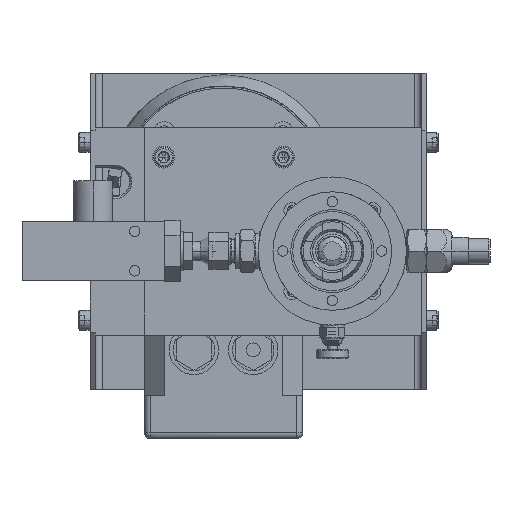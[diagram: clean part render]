
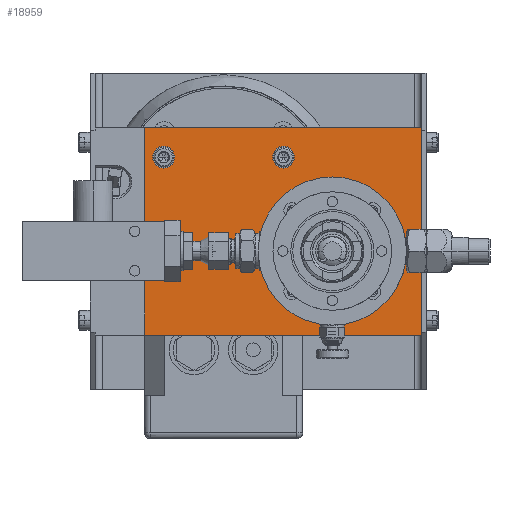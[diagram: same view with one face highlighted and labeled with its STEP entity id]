
A CAD part, front view. The second image highlights one B-rep face of the part: STEP entity #18959.
In plain terms, the highlighted planar face has unit normal (0, -1, 0).
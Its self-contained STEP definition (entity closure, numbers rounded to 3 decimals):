
#247=DIRECTION('',(0.,0.,1.));
#248=VECTOR('',#247,105.);
#249=CARTESIAN_POINT('',(100.,-270.5,-72.5));
#250=LINE('',#249,#248);
#287=DIRECTION('',(1.,0.,0.));
#288=VECTOR('',#287,140.);
#289=CARTESIAN_POINT('',(-40.,-270.5,-72.5));
#290=LINE('',#289,#288);
#488=DIRECTION('',(1.,0.,0.));
#489=VECTOR('',#488,140.);
#490=CARTESIAN_POINT('',(-40.,-270.5,32.5));
#491=LINE('',#490,#489);
#690=DIRECTION('',(0.,0.,1.));
#691=VECTOR('',#690,105.);
#692=CARTESIAN_POINT('',(-40.,-270.5,-72.5));
#693=LINE('',#692,#691);
#694=CARTESIAN_POINT('',(-30.3,-270.5,17.5));
#695=DIRECTION('',(0.,1.,0.));
#696=DIRECTION('',(1.,0.,0.));
#697=AXIS2_PLACEMENT_3D('',#694,#695,#696);
#699=CARTESIAN_POINT('',(-30.3,-270.5,17.5));
#700=DIRECTION('',(0.,1.,0.));
#701=DIRECTION('',(-1.,0.,0.));
#702=AXIS2_PLACEMENT_3D('',#699,#700,#701);
#704=CARTESIAN_POINT('',(30.3,-270.5,17.5));
#705=DIRECTION('',(0.,1.,0.));
#706=DIRECTION('',(1.,0.,0.));
#707=AXIS2_PLACEMENT_3D('',#704,#705,#706);
#709=CARTESIAN_POINT('',(30.3,-270.5,17.5));
#710=DIRECTION('',(0.,1.,0.));
#711=DIRECTION('',(-1.,0.,0.));
#712=AXIS2_PLACEMENT_3D('',#709,#710,#711);
#714=CARTESIAN_POINT('',(55.,-270.5,-30.));
#715=DIRECTION('',(0.,1.,0.));
#716=DIRECTION('',(0.,0.,-1.));
#717=AXIS2_PLACEMENT_3D('',#714,#715,#716);
#719=CARTESIAN_POINT('',(55.,-270.5,-30.));
#720=DIRECTION('',(0.,1.,0.));
#721=DIRECTION('',(0.,0.,1.));
#722=AXIS2_PLACEMENT_3D('',#719,#720,#721);
#15955=CARTESIAN_POINT('',(-40.,-270.5,-72.5));
#15956=CARTESIAN_POINT('',(100.,-270.5,-72.5));
#15957=VERTEX_POINT('',#15955);
#15958=VERTEX_POINT('',#15956);
#15959=CARTESIAN_POINT('',(-40.,-270.5,32.5));
#15960=CARTESIAN_POINT('',(100.,-270.5,32.5));
#15961=VERTEX_POINT('',#15959);
#15962=VERTEX_POINT('',#15960);
#16047=CARTESIAN_POINT('',(-24.8,-270.5,17.5));
#16048=CARTESIAN_POINT('',(-35.8,-270.5,17.5));
#16049=VERTEX_POINT('',#16047);
#16050=VERTEX_POINT('',#16048);
#16055=CARTESIAN_POINT('',(35.8,-270.5,17.5));
#16056=CARTESIAN_POINT('',(24.8,-270.5,17.5));
#16057=VERTEX_POINT('',#16055);
#16058=VERTEX_POINT('',#16056);
#16795=CARTESIAN_POINT('',(55.,-270.5,-67.5));
#16796=CARTESIAN_POINT('',(55.,-270.5,7.5));
#16797=VERTEX_POINT('',#16795);
#16798=VERTEX_POINT('',#16796);
#18930=CARTESIAN_POINT('',(-40.,-270.5,-72.5));
#18931=DIRECTION('',(0.,-1.,0.));
#18932=DIRECTION('',(1.,0.,0.));
#18933=AXIS2_PLACEMENT_3D('',#18930,#18931,#18932);
#18934=PLANE('',#18933);
#18935=ORIENTED_EDGE('',*,*,#18475,.F.);
#18936=ORIENTED_EDGE('',*,*,#18657,.T.);
#18937=ORIENTED_EDGE('',*,*,#18644,.T.);
#18938=ORIENTED_EDGE('',*,*,#18399,.F.);
#18939=EDGE_LOOP('',(#18935,#18936,#18937,#18938));
#18940=FACE_OUTER_BOUND('',#18939,.F.);
#18942=ORIENTED_EDGE('',*,*,#18941,.F.);
#18944=ORIENTED_EDGE('',*,*,#18943,.F.);
#18945=EDGE_LOOP('',(#18942,#18944));
#18946=FACE_BOUND('',#18945,.F.);
#18948=ORIENTED_EDGE('',*,*,#18947,.F.);
#18950=ORIENTED_EDGE('',*,*,#18949,.F.);
#18951=EDGE_LOOP('',(#18948,#18950));
#18952=FACE_BOUND('',#18951,.F.);
#18954=ORIENTED_EDGE('',*,*,#18953,.F.);
#18956=ORIENTED_EDGE('',*,*,#18955,.F.);
#18957=EDGE_LOOP('',(#18954,#18956));
#18958=FACE_BOUND('',#18957,.F.);
#18959=ADVANCED_FACE('',(#18940,#18946,#18952,#18958),#18934,.T.);
#698=CIRCLE('',#697,5.5);
#703=CIRCLE('',#702,5.5);
#708=CIRCLE('',#707,5.5);
#713=CIRCLE('',#712,5.5);
#718=CIRCLE('',#717,37.5);
#723=CIRCLE('',#722,37.5);
#18399=EDGE_CURVE('',#15958,#15962,#250,.T.);
#18475=EDGE_CURVE('',#15957,#15958,#290,.T.);
#18644=EDGE_CURVE('',#15961,#15962,#491,.T.);
#18657=EDGE_CURVE('',#15957,#15961,#693,.T.);
#18941=EDGE_CURVE('',#16049,#16050,#698,.T.);
#18943=EDGE_CURVE('',#16050,#16049,#703,.T.);
#18947=EDGE_CURVE('',#16057,#16058,#708,.T.);
#18949=EDGE_CURVE('',#16058,#16057,#713,.T.);
#18953=EDGE_CURVE('',#16797,#16798,#718,.T.);
#18955=EDGE_CURVE('',#16798,#16797,#723,.T.);
